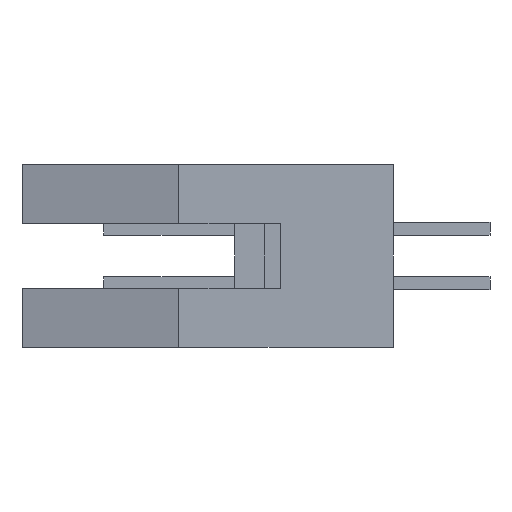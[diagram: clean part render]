
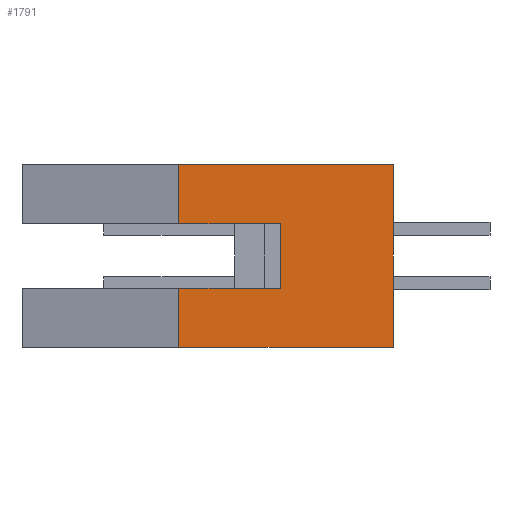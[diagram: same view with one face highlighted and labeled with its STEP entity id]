
A CAD part, left-side view. The second image highlights one B-rep face of the part: STEP entity #1791.
In plain terms, the highlighted planar face has unit normal (-1, 0, 0).
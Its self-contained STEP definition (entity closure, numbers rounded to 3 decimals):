
#1791=ADVANCED_FACE('F134',(#2399),#2094,.T.);
#2094=PLANE('',#7572);
#2399=FACE_OUTER_BOUND('',#2705,.T.);
#2705=EDGE_LOOP('',(#3932,#3933,#3934,#3935,#3936,#3937,#3938,#3939));
#3932=ORIENTED_EDGE('',*,*,#5624,.T.);
#3933=ORIENTED_EDGE('',*,*,#5623,.F.);
#3934=ORIENTED_EDGE('',*,*,#5625,.T.);
#3935=ORIENTED_EDGE('',*,*,#5626,.T.);
#3936=ORIENTED_EDGE('',*,*,#5627,.T.);
#3937=ORIENTED_EDGE('',*,*,#5613,.F.);
#3938=ORIENTED_EDGE('',*,*,#5611,.T.);
#3939=ORIENTED_EDGE('',*,*,#5593,.T.);
#4847=VERTEX_POINT('',#10440);
#4848=VERTEX_POINT('',#10442);
#4859=VERTEX_POINT('',#10477);
#4860=VERTEX_POINT('',#10481);
#4867=VERTEX_POINT('',#10498);
#4868=VERTEX_POINT('',#10500);
#4869=VERTEX_POINT('',#10505);
#4870=VERTEX_POINT('',#10507);
#5593=EDGE_CURVE('E407',#4848,#4847,#6376,.T.);
#5611=EDGE_CURVE('E385',#4859,#4848,#6394,.T.);
#5613=EDGE_CURVE('E364',#4859,#4860,#6396,.T.);
#5623=EDGE_CURVE('E362',#4868,#4867,#6406,.T.);
#5624=EDGE_CURVE('E376',#4847,#4867,#6407,.T.);
#5625=EDGE_CURVE('E256',#4868,#4869,#6408,.T.);
#5626=EDGE_CURVE('E113',#4869,#4870,#6409,.T.);
#5627=EDGE_CURVE('E406',#4870,#4860,#6410,.T.);
#6376=LINE('',#10441,#7157);
#6394=LINE('',#10476,#7175);
#6396=LINE('',#10480,#7177);
#6406=LINE('',#10501,#7187);
#6407=LINE('',#10503,#7188);
#6408=LINE('',#10504,#7189);
#6409=LINE('',#10506,#7190);
#6410=LINE('',#10508,#7191);
#7157=VECTOR('',#8823,1.);
#7175=VECTOR('',#8853,1.);
#7177=VECTOR('',#8857,1.);
#7187=VECTOR('',#8871,1.);
#7188=VECTOR('',#8874,1.);
#7189=VECTOR('',#8875,1.);
#7190=VECTOR('',#8876,1.);
#7191=VECTOR('',#8877,1.);
#7572=AXIS2_PLACEMENT_3D('',#10509,#8878,#8879);
#8823=DIRECTION('',(0.,0.,-1.));
#8853=DIRECTION('',(0.,-1.,0.));
#8857=DIRECTION('',(0.,0.,1.));
#8871=DIRECTION('',(0.,0.,1.));
#8874=DIRECTION('',(0.,1.,0.));
#8875=DIRECTION('',(0.,-1.,0.));
#8876=DIRECTION('',(0.,0.,1.));
#8877=DIRECTION('',(0.,1.,0.));
#8878=DIRECTION('',(-1.,0.,0.));
#8879=DIRECTION('',(0.,-1.,0.));
#10440=CARTESIAN_POINT('',(-31.573,7.84,2.75));
#10441=CARTESIAN_POINT('',(-31.573,7.84,4.25));
#10442=CARTESIAN_POINT('',(-31.573,7.84,5.75));
#10476=CARTESIAN_POINT('',(-31.573,10.215,5.75));
#10477=CARTESIAN_POINT('',(-31.573,12.59,5.75));
#10480=CARTESIAN_POINT('',(-31.573,12.59,7.125));
#10481=CARTESIAN_POINT('',(-31.573,12.59,8.5));
#10498=CARTESIAN_POINT('',(-31.573,12.59,2.75));
#10500=CARTESIAN_POINT('',(-31.573,12.59,0.));
#10501=CARTESIAN_POINT('',(-31.573,12.59,1.375));
#10503=CARTESIAN_POINT('',(-31.573,10.215,2.75));
#10504=CARTESIAN_POINT('',(-31.573,7.59,0.));
#10505=CARTESIAN_POINT('',(-31.573,2.59,0.));
#10506=CARTESIAN_POINT('',(-31.573,2.59,4.25));
#10507=CARTESIAN_POINT('',(-31.573,2.59,8.5));
#10508=CARTESIAN_POINT('',(-31.573,7.59,8.5));
#10509=CARTESIAN_POINT('',(-31.573,12.59,0.));
